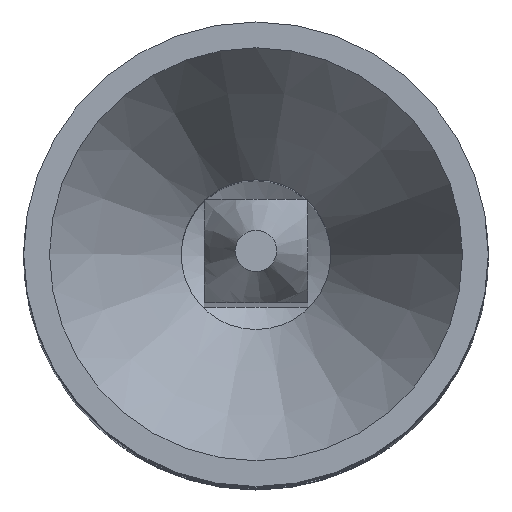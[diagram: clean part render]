
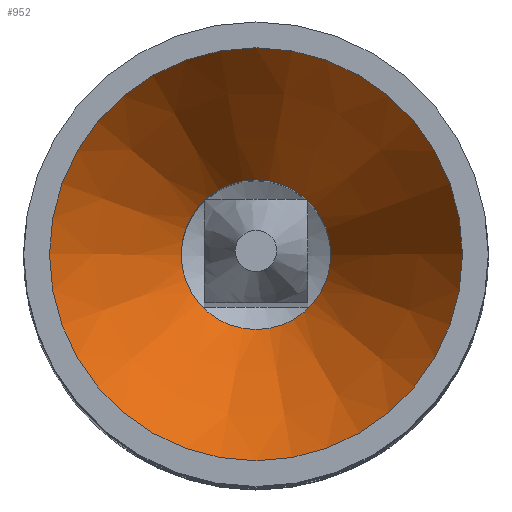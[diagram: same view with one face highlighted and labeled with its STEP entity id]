
A CAD part, top view. The second image highlights one B-rep face of the part: STEP entity #952.
In plain terms, the highlighted conical face has half-angle 30 degrees and reference radius 0.725 mm.
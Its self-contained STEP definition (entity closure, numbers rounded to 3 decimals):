
#941=CONICAL_SURFACE('',#4224,0.725,30.);
#952=ADVANCED_FACE('',(#1191,#1192),#941,.F.);
#1191=FACE_BOUND('',#1251,.T.);
#1192=FACE_BOUND('',#1252,.T.);
#1251=EDGE_LOOP('',(#1625));
#1252=EDGE_LOOP('',(#1626));
#1625=ORIENTED_EDGE('',*,*,#2657,.F.);
#1626=ORIENTED_EDGE('',*,*,#2658,.T.);
#2411=VERTEX_POINT('',#6020);
#2412=VERTEX_POINT('',#6023);
#2657=EDGE_CURVE('',#2411,#2411,#3067,.T.);
#2658=EDGE_CURVE('',#2412,#2412,#3068,.T.);
#3067=CIRCLE('',#4221,0.725);
#3068=CIRCLE('',#4223,2.);
#4221=AXIS2_PLACEMENT_3D('',#6019,#4778,#4779);
#4223=AXIS2_PLACEMENT_3D('',#6022,#4782,#4783);
#4224=AXIS2_PLACEMENT_3D('',#6024,#4784,#4785);
#4778=DIRECTION('',(0.,0.,1.));
#4779=DIRECTION('',(1.,0.,0.));
#4782=DIRECTION('',(0.,0.,1.));
#4783=DIRECTION('',(1.,0.,0.));
#4784=DIRECTION('',(0.,0.,1.));
#4785=DIRECTION('',(1.,0.,0.));
#6019=CARTESIAN_POINT('',(0.,0.,5.592));
#6020=CARTESIAN_POINT('',(0.725,0.,5.592));
#6022=CARTESIAN_POINT('',(0.,0.,7.8));
#6023=CARTESIAN_POINT('',(2.,0.,7.8));
#6024=CARTESIAN_POINT('',(0.,0.,5.592));
